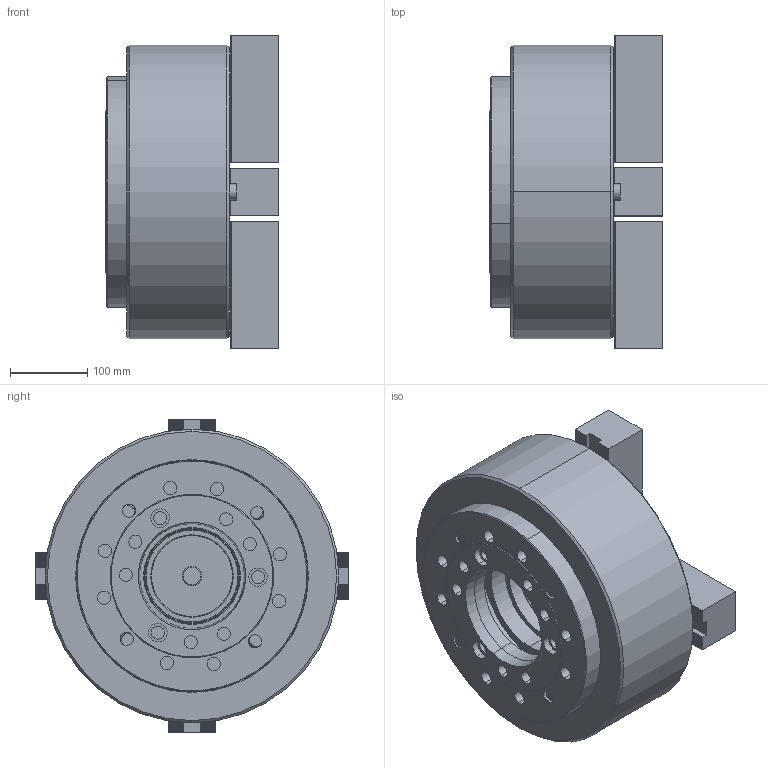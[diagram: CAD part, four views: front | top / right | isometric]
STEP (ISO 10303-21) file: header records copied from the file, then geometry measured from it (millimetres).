
FILE_DESCRIPTION (( 'STEP AP203' ), '1' );
FILE_NAME ('CF-4H-15A8.STEP', '2019-12-26T02:48:07', ( 'temp' ), ( '' ), 'SwSTEP 2.0', 'SolidWorks 2016', '' );
FILE_SCHEMA (( 'CONFIG_CONTROL_DESIGN' ));
Length unit declared in the file: metre
Products named in the file (10): CF-4H-15-05000; 半圓頭六角孔螺栓_M6x12; SJ-15H; 圓頭內六角螺栓_M20x55; 圓頭內六角螺栓_M20x130; 3H-15-11000-A8法蘭; CF-4H-15-01000; CF-4H-15A8; CF-4H-15-02000; CF-4H-15-08000
Assembly tree (25 placements, depth 2):
  CF-4H-15A8
    CF-4H-15-01000
    CF-4H-15-02000
    CF-4H-15-08000
    CF-4H-15-05000
    半圓頭六角孔螺栓_M6x12  x4
    SJ-15H  x4
    圓頭內六角螺栓_M20x55  x8
    圓頭內六角螺栓_M20x130  x4
    3H-15-11000-A8法蘭
Bounding box: 223.25 x 405.56 x 405.56 mm (x, y, z)
Volume: 15932162.9 mm3; surface area: 1225832.1 mm2
Topology: 25 solids, 25 shells, 4332 faces, 12392 edges, 8166 vertices
Faces by surface type: plane 2998, cylinder 1162, cone 158, torus 14
Entity records: 42078 total; most frequent: CARTESIAN_POINT 8510, ORIENTED_EDGE 7076, DIRECTION 6226, EDGE_CURVE 3538, LINE 2588, VECTOR 2588, VERTEX_POINT 2327, AXIS2_PLACEMENT_3D 1819
